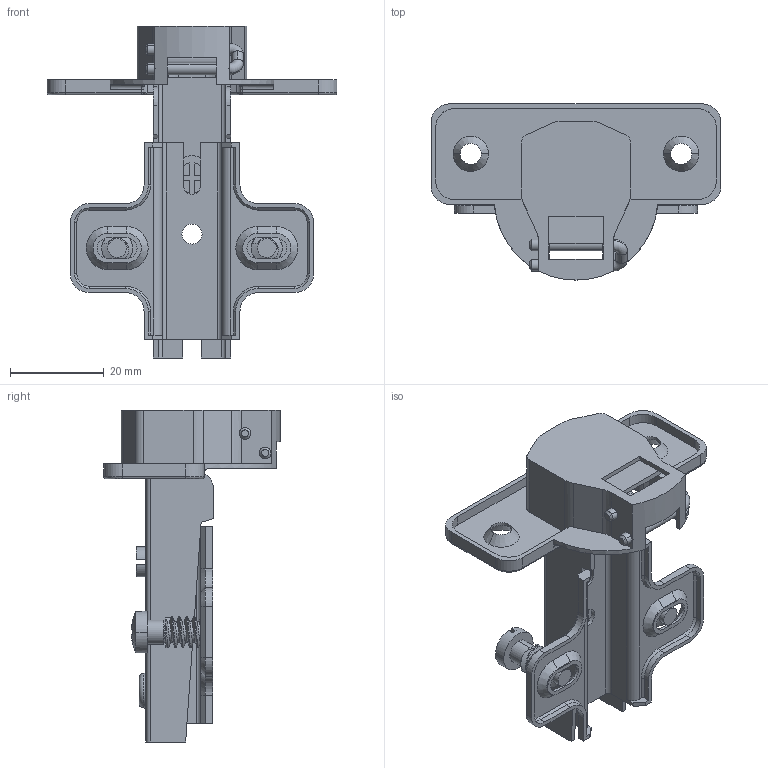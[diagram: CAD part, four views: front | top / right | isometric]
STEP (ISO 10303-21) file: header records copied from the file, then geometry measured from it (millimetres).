
FILE_DESCRIPTION (( 'STEP AP214' ), '1' );
FILE_NAME ('F000128_CLOSED_3D.step', '2022-11-21T17:59:17', ( '' ), ( '' ), 'SwSTEP 2.0', 'SolidWorks 2020', '' );
FILE_SCHEMA (( 'AUTOMOTIVE_DESIGN' ));
Length unit declared in the file: millimetre
Products named in the file (8): Spoj raminka miska -NS; EUROVRUT; F000128_CLOSED_3D; Vidlice; Miska; NS20,NS10-podlozka; 鋀p; F000127,F000129-raminko
Assembly tree (8 placements, depth 2):
  F000128_CLOSED_3D
    F000127,F000129-raminko
    NS20,NS10-podlozka
    Miska
    Vidlice
    Spoj raminka miska -NS
    鋀p
    EUROVRUT  x2
Bounding box: 62 x 37.7 x 71 mm (x, y, z)
Volume: 9057.5 mm3; surface area: 18604.5 mm2
Topology: 8 solids, 8 shells, 573 faces, 1518 edges, 970 vertices
Faces by surface type: plane 281, cylinder 202, cone 48, torus 21, bspline 18, sphere 3
Entity records: 17268 total; most frequent: CARTESIAN_POINT 4322, DIRECTION 2661, ORIENTED_EDGE 2660, EDGE_CURVE 1330, AXIS2_PLACEMENT_3D 924, VERTEX_POINT 849, LINE 813, VECTOR 813
